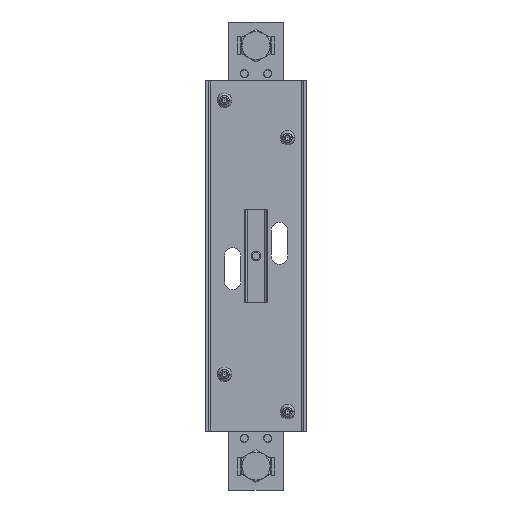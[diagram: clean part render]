
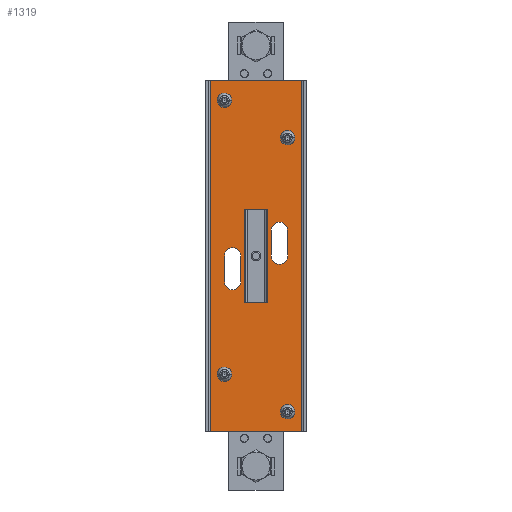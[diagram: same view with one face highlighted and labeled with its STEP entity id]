
A CAD part, front view. The second image highlights one B-rep face of the part: STEP entity #1319.
In plain terms, the highlighted planar face has unit normal (0, -1, 0).
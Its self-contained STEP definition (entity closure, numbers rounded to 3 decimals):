
#290=DIRECTION('',(-1.,0.,0.));
#291=VECTOR('',#290,59.);
#292=CARTESIAN_POINT('',(29.5,-2.,-113.));
#293=LINE('',#292,#291);
#364=DIRECTION('',(-1.,0.,0.));
#365=VECTOR('',#364,59.);
#366=CARTESIAN_POINT('',(29.5,-2.,113.));
#367=LINE('',#366,#365);
#431=DIRECTION('',(0.,0.,1.));
#432=VECTOR('',#431,226.);
#433=CARTESIAN_POINT('',(29.5,-2.,-113.));
#434=LINE('',#433,#432);
#438=CARTESIAN_POINT('',(15.,-2.,0.));
#439=DIRECTION('',(0.,1.,0.));
#440=DIRECTION('',(1.,0.,0.));
#441=AXIS2_PLACEMENT_3D('',#438,#439,#440);
#446=DIRECTION('',(0.,0.,-1.));
#447=VECTOR('',#446,16.5);
#448=CARTESIAN_POINT('',(20.25,-2.,16.5));
#449=LINE('',#448,#447);
#453=CARTESIAN_POINT('',(15.,-2.,16.5));
#454=DIRECTION('',(0.,1.,0.));
#455=DIRECTION('',(-1.,0.,0.));
#456=AXIS2_PLACEMENT_3D('',#453,#454,#455);
#461=DIRECTION('',(0.,0.,1.));
#462=VECTOR('',#461,16.5);
#463=CARTESIAN_POINT('',(9.75,-2.,0.));
#464=LINE('',#463,#462);
#468=DIRECTION('',(0.,0.,-1.));
#469=VECTOR('',#468,16.5);
#470=CARTESIAN_POINT('',(-9.75,-2.,0.));
#471=LINE('',#470,#469);
#475=CARTESIAN_POINT('',(-15.,-2.,0.));
#476=DIRECTION('',(0.,1.,0.));
#477=DIRECTION('',(-1.,0.,0.));
#478=AXIS2_PLACEMENT_3D('',#475,#476,#477);
#483=DIRECTION('',(0.,0.,1.));
#484=VECTOR('',#483,16.5);
#485=CARTESIAN_POINT('',(-20.25,-2.,-16.5));
#486=LINE('',#485,#484);
#490=CARTESIAN_POINT('',(-15.,-2.,-16.5));
#491=DIRECTION('',(0.,1.,0.));
#492=DIRECTION('',(1.,0.,0.));
#493=AXIS2_PLACEMENT_3D('',#490,#491,#492);
#498=CARTESIAN_POINT('',(-20.25,-2.,-76.));
#499=DIRECTION('',(0.,1.,0.));
#500=DIRECTION('',(1.,0.,0.));
#501=AXIS2_PLACEMENT_3D('',#498,#499,#500);
#506=CARTESIAN_POINT('',(-20.25,-2.,-76.));
#507=DIRECTION('',(0.,1.,0.));
#508=DIRECTION('',(-1.,0.,0.));
#509=AXIS2_PLACEMENT_3D('',#506,#507,#508);
#514=CARTESIAN_POINT('',(20.25,-2.,-100.));
#515=DIRECTION('',(0.,1.,0.));
#516=DIRECTION('',(1.,0.,0.));
#517=AXIS2_PLACEMENT_3D('',#514,#515,#516);
#522=CARTESIAN_POINT('',(20.25,-2.,-100.));
#523=DIRECTION('',(0.,1.,0.));
#524=DIRECTION('',(-1.,0.,0.));
#525=AXIS2_PLACEMENT_3D('',#522,#523,#524);
#530=CARTESIAN_POINT('',(-20.25,-2.,100.));
#531=DIRECTION('',(0.,1.,0.));
#532=DIRECTION('',(1.,0.,0.));
#533=AXIS2_PLACEMENT_3D('',#530,#531,#532);
#538=CARTESIAN_POINT('',(-20.25,-2.,100.));
#539=DIRECTION('',(0.,1.,0.));
#540=DIRECTION('',(-1.,0.,0.));
#541=AXIS2_PLACEMENT_3D('',#538,#539,#540);
#546=CARTESIAN_POINT('',(20.25,-2.,76.));
#547=DIRECTION('',(0.,1.,0.));
#548=DIRECTION('',(1.,0.,0.));
#549=AXIS2_PLACEMENT_3D('',#546,#547,#548);
#554=CARTESIAN_POINT('',(20.25,-2.,76.));
#555=DIRECTION('',(0.,1.,0.));
#556=DIRECTION('',(-1.,0.,0.));
#557=AXIS2_PLACEMENT_3D('',#554,#555,#556);
#562=CARTESIAN_POINT('',(0.,-2.,0.));
#563=DIRECTION('',(0.,-1.,0.));
#564=DIRECTION('',(1.,0.,0.));
#565=AXIS2_PLACEMENT_3D('',#562,#563,#564);
#570=CARTESIAN_POINT('',(0.,-2.,0.));
#571=DIRECTION('',(0.,-1.,0.));
#572=DIRECTION('',(-1.,0.,0.));
#573=AXIS2_PLACEMENT_3D('',#570,#571,#572);
#578=DIRECTION('',(0.,0.,1.));
#579=VECTOR('',#578,226.);
#580=CARTESIAN_POINT('',(-29.5,-2.,-113.));
#581=LINE('',#580,#579);
#985=CARTESIAN_POINT('',(29.5,-2.,-113.));
#986=CARTESIAN_POINT('',(-29.5,-2.,-113.));
#987=VERTEX_POINT('',#985);
#988=VERTEX_POINT('',#986);
#989=CARTESIAN_POINT('',(29.5,-2.,113.));
#990=VERTEX_POINT('',#989);
#991=CARTESIAN_POINT('',(-29.5,-2.,113.));
#992=VERTEX_POINT('',#991);
#993=CARTESIAN_POINT('',(20.25,-2.,0.));
#994=CARTESIAN_POINT('',(9.75,-2.,0.));
#995=VERTEX_POINT('',#993);
#996=VERTEX_POINT('',#994);
#997=CARTESIAN_POINT('',(9.75,-2.,16.5));
#998=VERTEX_POINT('',#997);
#999=CARTESIAN_POINT('',(20.25,-2.,16.5));
#1000=VERTEX_POINT('',#999);
#1001=CARTESIAN_POINT('',(-9.75,-2.,0.));
#1002=CARTESIAN_POINT('',(-9.75,-2.,-16.5));
#1003=VERTEX_POINT('',#1001);
#1004=VERTEX_POINT('',#1002);
#1005=CARTESIAN_POINT('',(-20.25,-2.,-16.5));
#1006=VERTEX_POINT('',#1005);
#1007=CARTESIAN_POINT('',(-20.25,-2.,0.));
#1008=VERTEX_POINT('',#1007);
#1009=CARTESIAN_POINT('',(-17.5,-2.,-76.));
#1010=CARTESIAN_POINT('',(-23.,-2.,-76.));
#1011=VERTEX_POINT('',#1009);
#1012=VERTEX_POINT('',#1010);
#1013=CARTESIAN_POINT('',(23.,-2.,-100.));
#1014=CARTESIAN_POINT('',(17.5,-2.,-100.));
#1015=VERTEX_POINT('',#1013);
#1016=VERTEX_POINT('',#1014);
#1017=CARTESIAN_POINT('',(-17.5,-2.,100.));
#1018=CARTESIAN_POINT('',(-23.,-2.,100.));
#1019=VERTEX_POINT('',#1017);
#1020=VERTEX_POINT('',#1018);
#1021=CARTESIAN_POINT('',(23.,-2.,76.));
#1022=CARTESIAN_POINT('',(17.5,-2.,76.));
#1023=VERTEX_POINT('',#1021);
#1024=VERTEX_POINT('',#1022);
#1049=CARTESIAN_POINT('',(2.5,-2.,0.));
#1050=VERTEX_POINT('',#1049);
#1051=CARTESIAN_POINT('',(-2.5,-2.,0.));
#1052=VERTEX_POINT('',#1051);
#1257=CARTESIAN_POINT('',(29.5,-2.,-113.));
#1258=DIRECTION('',(0.,1.,0.));
#1259=DIRECTION('',(-1.,0.,0.));
#1260=AXIS2_PLACEMENT_3D('',#1257,#1258,#1259);
#1261=PLANE('',#1260);
#1262=ORIENTED_EDGE('',*,*,#1135,.T.);
#1264=ORIENTED_EDGE('',*,*,#1263,.T.);
#1265=ORIENTED_EDGE('',*,*,#1194,.F.);
#1266=ORIENTED_EDGE('',*,*,#1249,.F.);
#1267=EDGE_LOOP('',(#1262,#1264,#1265,#1266));
#1268=FACE_OUTER_BOUND('',#1267,.F.);
#1270=ORIENTED_EDGE('',*,*,#1269,.F.);
#1272=ORIENTED_EDGE('',*,*,#1271,.F.);
#1274=ORIENTED_EDGE('',*,*,#1273,.F.);
#1276=ORIENTED_EDGE('',*,*,#1275,.F.);
#1277=EDGE_LOOP('',(#1270,#1272,#1274,#1276));
#1278=FACE_BOUND('',#1277,.F.);
#1280=ORIENTED_EDGE('',*,*,#1279,.F.);
#1282=ORIENTED_EDGE('',*,*,#1281,.F.);
#1284=ORIENTED_EDGE('',*,*,#1283,.F.);
#1286=ORIENTED_EDGE('',*,*,#1285,.F.);
#1287=EDGE_LOOP('',(#1280,#1282,#1284,#1286));
#1288=FACE_BOUND('',#1287,.F.);
#1290=ORIENTED_EDGE('',*,*,#1289,.F.);
#1292=ORIENTED_EDGE('',*,*,#1291,.F.);
#1293=EDGE_LOOP('',(#1290,#1292));
#1294=FACE_BOUND('',#1293,.F.);
#1296=ORIENTED_EDGE('',*,*,#1295,.F.);
#1298=ORIENTED_EDGE('',*,*,#1297,.F.);
#1299=EDGE_LOOP('',(#1296,#1298));
#1300=FACE_BOUND('',#1299,.F.);
#1302=ORIENTED_EDGE('',*,*,#1301,.F.);
#1304=ORIENTED_EDGE('',*,*,#1303,.F.);
#1305=EDGE_LOOP('',(#1302,#1304));
#1306=FACE_BOUND('',#1305,.F.);
#1308=ORIENTED_EDGE('',*,*,#1307,.F.);
#1310=ORIENTED_EDGE('',*,*,#1309,.F.);
#1311=EDGE_LOOP('',(#1308,#1310));
#1312=FACE_BOUND('',#1311,.F.);
#1314=ORIENTED_EDGE('',*,*,#1313,.T.);
#1316=ORIENTED_EDGE('',*,*,#1315,.T.);
#1317=EDGE_LOOP('',(#1314,#1316));
#1318=FACE_BOUND('',#1317,.F.);
#442=CIRCLE('',#441,5.25);
#457=CIRCLE('',#456,5.25);
#479=CIRCLE('',#478,5.25);
#494=CIRCLE('',#493,5.25);
#502=CIRCLE('',#501,2.75);
#510=CIRCLE('',#509,2.75);
#518=CIRCLE('',#517,2.75);
#526=CIRCLE('',#525,2.75);
#534=CIRCLE('',#533,2.75);
#542=CIRCLE('',#541,2.75);
#550=CIRCLE('',#549,2.75);
#558=CIRCLE('',#557,2.75);
#566=CIRCLE('',#565,2.5);
#574=CIRCLE('',#573,2.5);
#1135=EDGE_CURVE('',#987,#988,#293,.T.);
#1194=EDGE_CURVE('',#990,#992,#367,.T.);
#1249=EDGE_CURVE('',#987,#990,#434,.T.);
#1263=EDGE_CURVE('',#988,#992,#581,.T.);
#1269=EDGE_CURVE('',#995,#996,#442,.T.);
#1271=EDGE_CURVE('',#1000,#995,#449,.T.);
#1273=EDGE_CURVE('',#998,#1000,#457,.T.);
#1275=EDGE_CURVE('',#996,#998,#464,.T.);
#1279=EDGE_CURVE('',#1003,#1004,#471,.T.);
#1281=EDGE_CURVE('',#1008,#1003,#479,.T.);
#1283=EDGE_CURVE('',#1006,#1008,#486,.T.);
#1285=EDGE_CURVE('',#1004,#1006,#494,.T.);
#1289=EDGE_CURVE('',#1011,#1012,#502,.T.);
#1291=EDGE_CURVE('',#1012,#1011,#510,.T.);
#1295=EDGE_CURVE('',#1015,#1016,#518,.T.);
#1297=EDGE_CURVE('',#1016,#1015,#526,.T.);
#1301=EDGE_CURVE('',#1019,#1020,#534,.T.);
#1303=EDGE_CURVE('',#1020,#1019,#542,.T.);
#1307=EDGE_CURVE('',#1023,#1024,#550,.T.);
#1309=EDGE_CURVE('',#1024,#1023,#558,.T.);
#1313=EDGE_CURVE('',#1050,#1052,#566,.T.);
#1315=EDGE_CURVE('',#1052,#1050,#574,.T.);
#1319=ADVANCED_FACE('',(#1268,#1278,#1288,#1294,#1300,#1306,#1312,#1318),#1261,
.F.);
